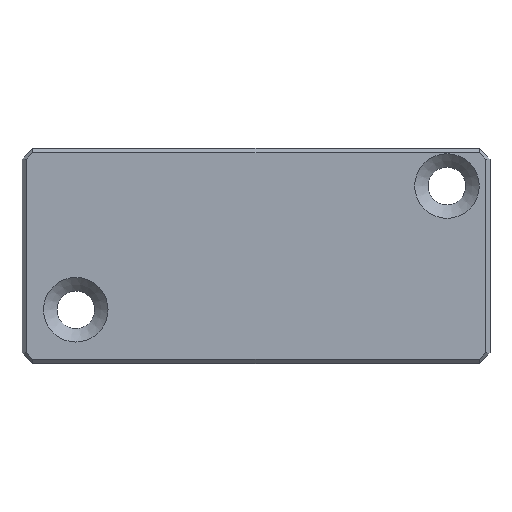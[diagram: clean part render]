
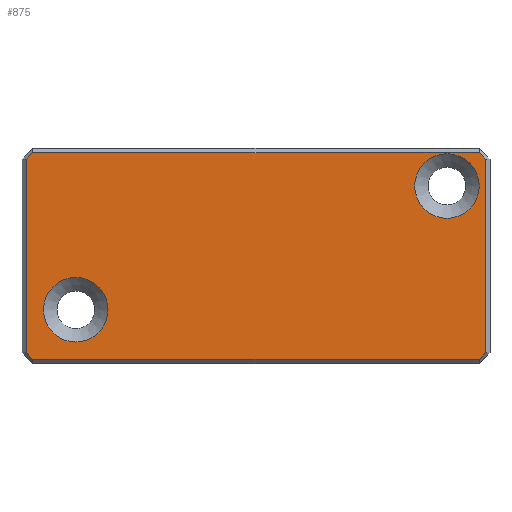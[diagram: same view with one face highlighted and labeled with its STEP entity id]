
A CAD part, top view. The second image highlights one B-rep face of the part: STEP entity #875.
In plain terms, the highlighted planar face has unit normal (0, 0, 1).
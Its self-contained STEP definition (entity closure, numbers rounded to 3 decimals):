
#21=FACE_BOUND('',#148,.T.);
#22=FACE_BOUND('',#149,.T.);
#52=PLANE('',#953);
#94=FACE_OUTER_BOUND('',#147,.T.);
#147=EDGE_LOOP('',(#749,#750,#751,#752,#753,#754,#755,#756));
#148=EDGE_LOOP('',(#757));
#149=EDGE_LOOP('',(#758));
#219=LINE('',#1360,#320);
#223=LINE('',#1369,#324);
#229=LINE('',#1382,#330);
#231=LINE('',#1387,#332);
#236=LINE('',#1395,#337);
#240=LINE('',#1401,#341);
#242=LINE('',#1404,#343);
#248=LINE('',#1413,#349);
#320=VECTOR('',#1096,10.);
#324=VECTOR('',#1102,10.);
#330=VECTOR('',#1110,10.);
#332=VECTOR('',#1114,10.);
#337=VECTOR('',#1121,10.);
#341=VECTOR('',#1129,10.);
#343=VECTOR('',#1133,10.);
#349=VECTOR('',#1145,10.);
#383=CIRCLE('',#954,3.);
#384=CIRCLE('',#955,3.);
#440=VERTEX_POINT('',#1358);
#441=VERTEX_POINT('',#1359);
#444=VERTEX_POINT('',#1367);
#445=VERTEX_POINT('',#1368);
#450=VERTEX_POINT('',#1379);
#451=VERTEX_POINT('',#1381);
#452=VERTEX_POINT('',#1385);
#453=VERTEX_POINT('',#1386);
#458=VERTEX_POINT('',#1425);
#459=VERTEX_POINT('',#1427);
#534=EDGE_CURVE('',#440,#441,#219,.T.);
#538=EDGE_CURVE('',#444,#445,#223,.T.);
#544=EDGE_CURVE('',#450,#451,#229,.T.);
#546=EDGE_CURVE('',#452,#453,#231,.T.);
#551=EDGE_CURVE('',#453,#450,#236,.T.);
#555=EDGE_CURVE('',#445,#452,#240,.T.);
#557=EDGE_CURVE('',#451,#440,#242,.T.);
#563=EDGE_CURVE('',#441,#444,#248,.T.);
#569=EDGE_CURVE('',#458,#458,#383,.T.);
#570=EDGE_CURVE('',#459,#459,#384,.T.);
#749=ORIENTED_EDGE('',*,*,#546,.F.);
#750=ORIENTED_EDGE('',*,*,#555,.F.);
#751=ORIENTED_EDGE('',*,*,#538,.F.);
#752=ORIENTED_EDGE('',*,*,#563,.F.);
#753=ORIENTED_EDGE('',*,*,#534,.F.);
#754=ORIENTED_EDGE('',*,*,#557,.F.);
#755=ORIENTED_EDGE('',*,*,#544,.F.);
#756=ORIENTED_EDGE('',*,*,#551,.F.);
#757=ORIENTED_EDGE('',*,*,#569,.F.);
#758=ORIENTED_EDGE('',*,*,#570,.F.);
#875=ADVANCED_FACE('',(#94,#21,#22),#52,.T.);
#953=AXIS2_PLACEMENT_3D('',#1424,#1157,#1158);
#954=AXIS2_PLACEMENT_3D('',#1426,#1159,#1160);
#955=AXIS2_PLACEMENT_3D('',#1428,#1161,#1162);
#1096=DIRECTION('',(-0.707,-0.707,0.));
#1102=DIRECTION('',(-0.707,0.707,0.));
#1110=DIRECTION('',(0.707,-0.707,0.));
#1114=DIRECTION('',(0.707,0.707,0.));
#1121=DIRECTION('',(1.,0.,0.));
#1129=DIRECTION('',(0.,1.,0.));
#1133=DIRECTION('',(0.,-1.,0.));
#1145=DIRECTION('',(-1.,0.,0.));
#1157=DIRECTION('center_axis',(0.,0.,1.));
#1158=DIRECTION('ref_axis',(1.,0.,0.));
#1159=DIRECTION('center_axis',(0.,0.,1.));
#1160=DIRECTION('ref_axis',(1.,0.,0.));
#1161=DIRECTION('center_axis',(0.,0.,1.));
#1162=DIRECTION('ref_axis',(1.,0.,0.));
#1358=CARTESIAN_POINT('',(21.35,-9.,0.));
#1359=CARTESIAN_POINT('',(20.75,-9.6,0.));
#1360=CARTESIAN_POINT('',(17.963,-12.388,0.));
#1367=CARTESIAN_POINT('',(-20.75,-9.6,0.));
#1368=CARTESIAN_POINT('',(-21.35,-9.,0.));
#1369=CARTESIAN_POINT('',(-18.263,-12.088,0.));
#1379=CARTESIAN_POINT('',(20.75,9.6,0.));
#1381=CARTESIAN_POINT('',(21.35,9.,0.));
#1382=CARTESIAN_POINT('',(17.862,12.488,0.));
#1385=CARTESIAN_POINT('',(-21.35,9.,0.));
#1386=CARTESIAN_POINT('',(-20.75,9.6,0.));
#1387=CARTESIAN_POINT('',(-17.963,12.388,0.));
#1395=CARTESIAN_POINT('',(-10.875,9.6,0.));
#1401=CARTESIAN_POINT('',(-21.35,-5.,0.));
#1404=CARTESIAN_POINT('',(21.35,5.,0.));
#1413=CARTESIAN_POINT('',(10.875,-9.6,0.));
#1424=CARTESIAN_POINT('Origin',(0.,0.,0.));
#1425=CARTESIAN_POINT('',(14.75,6.5,0.));
#1426=CARTESIAN_POINT('Origin',(17.75,6.5,0.));
#1427=CARTESIAN_POINT('',(-19.75,-5.,0.));
#1428=CARTESIAN_POINT('Origin',(-16.75,-5.,0.));
